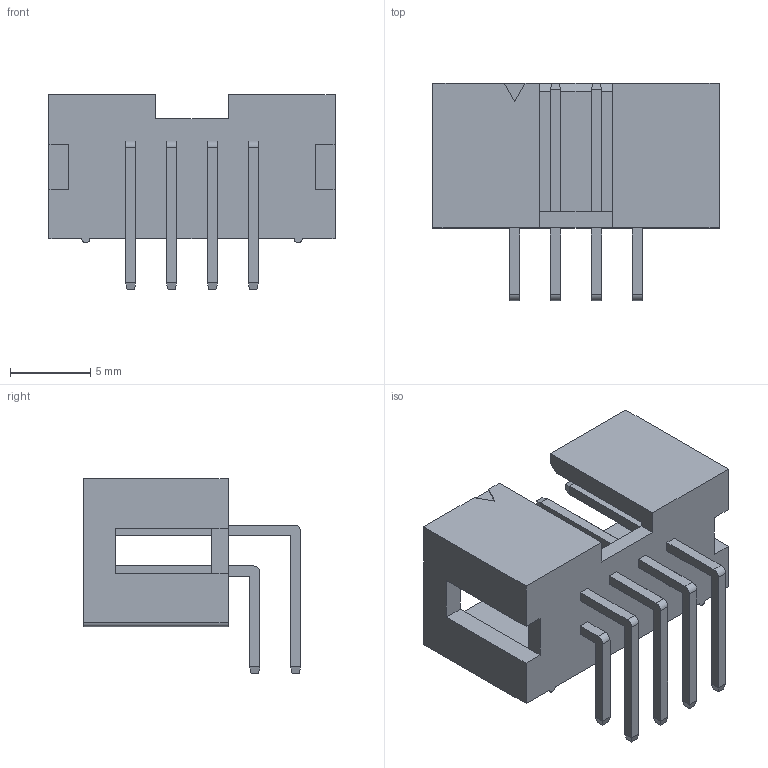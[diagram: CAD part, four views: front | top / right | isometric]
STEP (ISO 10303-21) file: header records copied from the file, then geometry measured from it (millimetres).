
FILE_DESCRIPTION (( 'STEP AP214' ), '1' );
FILE_NAME ('User Library-8 pin IDC shrouded header.STEP', '2014-03-14T12:58:45', ( 'Windows User' ), ( '' ), 'SwSTEP 2.0', 'SolidWorks 2014', '' );
FILE_SCHEMA (( 'AUTOMOTIVE_DESIGN' ));
Length unit declared in the file: millimetre
Products named in the file (1): User Library-8 pin IDC shrouded header
Bounding box: 17.78 x 13.52 x 12.1 mm (x, y, z)
Volume: 594 mm3; surface area: 1420 mm2
Topology: 1 solids, 1 shells, 204 faces, 498 edges, 308 vertices
Faces by surface type: plane 194, cylinder 10
Entity records: 8072 total; most frequent: CARTESIAN_POINT 1011, ORIENTED_EDGE 996, DIRECTION 928, EDGE_CURVE 498, LINE 478, VECTOR 478, VERTEX_POINT 308, AXIS2_PLACEMENT_3D 225
